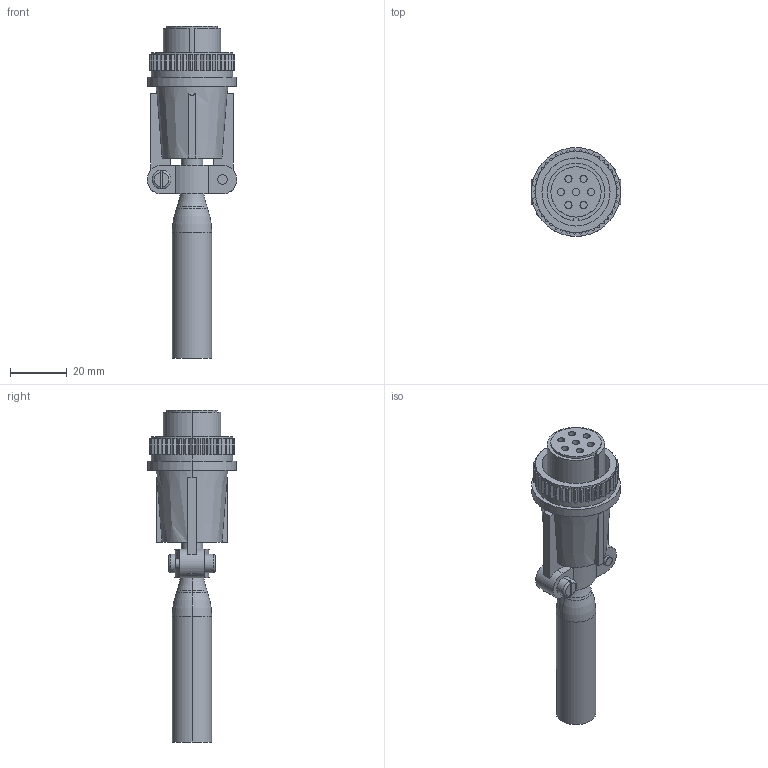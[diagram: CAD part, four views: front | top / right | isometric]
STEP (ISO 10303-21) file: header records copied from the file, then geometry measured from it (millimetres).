
FILE_DESCRIPTION (( 'STEP AP203' ), '1' );
FILE_NAME ('16 conn mate.STEP', '2019-05-06T14:52:51', ( '' ), ( '' ), 'SwSTEP 2.0', 'SolidWorks 2017', '' );
FILE_SCHEMA (( 'CONFIG_CONTROL_DESIGN' ));
Length unit declared in the file: inch
Products named in the file (1): 16 conn mate
Bounding box: 31.75 x 31.5 x 117.53 mm (x, y, z)
Volume: 27086 mm3; surface area: 13735.3 mm2
Topology: 1 solids, 2 shells, 293 faces, 676 edges, 444 vertices
Faces by surface type: plane 226, cylinder 49, torus 12, cone 6
Entity records: 8499 total; most frequent: CARTESIAN_POINT 1532, DIRECTION 1488, ORIENTED_EDGE 1352, EDGE_CURVE 676, AXIS2_PLACEMENT_3D 536, VERTEX_POINT 444, LINE 416, VECTOR 416
